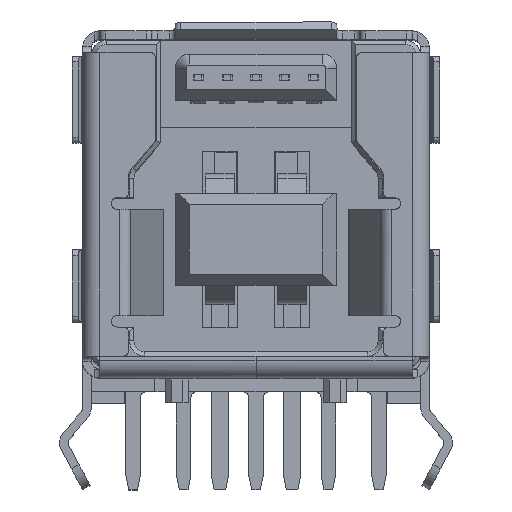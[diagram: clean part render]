
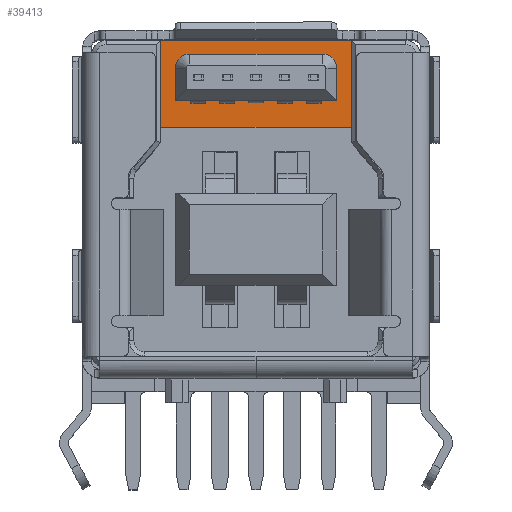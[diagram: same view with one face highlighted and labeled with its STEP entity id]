
A CAD part, top view. The second image highlights one B-rep face of the part: STEP entity #39413.
In plain terms, the highlighted planar face has unit normal (0, 0, 1).
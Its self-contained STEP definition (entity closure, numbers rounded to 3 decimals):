
#437 = DIRECTION ( 'NONE',  ( 0., 1., 0. ) ) ;
#1633 = VECTOR ( 'NONE', #17847, 1000. ) ;
#1712 = CARTESIAN_POINT ( 'NONE',  ( 2.795, 4.7, -8.88 ) ) ;
#1866 = VECTOR ( 'NONE', #16340, 1000. ) ;
#2243 = VERTEX_POINT ( 'NONE', #39838 ) ;
#3829 = LINE ( 'NONE', #21512, #1633 ) ;
#5115 = VERTEX_POINT ( 'NONE', #39684 ) ;
#5240 = ORIENTED_EDGE ( 'NONE', *, *, #18010, .T. ) ;
#7738 = VECTOR ( 'NONE', #34785, 1000. ) ;
#8654 = CARTESIAN_POINT ( 'NONE',  ( 2.295, 4.7, -8.88 ) ) ;
#9117 = VERTEX_POINT ( 'NONE', #45424 ) ;
#9589 = DIRECTION ( 'NONE',  ( -1., 0., 0. ) ) ;
#10105 = VERTEX_POINT ( 'NONE', #38748 ) ;
#10391 = ORIENTED_EDGE ( 'NONE', *, *, #25827, .F. ) ;
#10739 = EDGE_CURVE ( 'NONE', #42014, #5115, #3829, .T. ) ;
#10838 = LINE ( 'NONE', #17307, #37137 ) ;
#12425 = CARTESIAN_POINT ( 'NONE',  ( 2.795, 4.145, -8.88 ) ) ;
#13143 = EDGE_CURVE ( 'NONE', #29513, #32125, #33542, .T. ) ;
#13183 = LINE ( 'NONE', #33884, #16356 ) ;
#14214 = AXIS2_PLACEMENT_3D ( 'NONE', #40347, #30244, #33927 ) ;
#15187 = AXIS2_PLACEMENT_3D ( 'NONE', #8654, #15534, #33494 ) ;
#15534 = DIRECTION ( 'NONE',  ( 0., 0., -1. ) ) ;
#16340 = DIRECTION ( 'NONE',  ( 0., -1., 0. ) ) ;
#16356 = VECTOR ( 'NONE', #26761, 1000. ) ;
#17307 = CARTESIAN_POINT ( 'NONE',  ( -2.795, 4.145, -8.88 ) ) ;
#17847 = DIRECTION ( 'NONE',  ( 1., 0., 0. ) ) ;
#17876 = CARTESIAN_POINT ( 'NONE',  ( 0., 3.59, -8.88 ) ) ;
#18010 = EDGE_CURVE ( 'NONE', #10105, #9117, #20996, .T. ) ;
#20792 = ORIENTED_EDGE ( 'NONE', *, *, #21470, .F. ) ;
#20864 = DIRECTION ( 'NONE',  ( 0., 0., -1. ) ) ;
#20996 = CIRCLE ( 'NONE', #26867, 0.5 ) ;
#21210 = LINE ( 'NONE', #32028, #7738 ) ;
#21470 = EDGE_CURVE ( 'NONE', #29513, #9117, #13183, .T. ) ;
#21512 = CARTESIAN_POINT ( 'NONE',  ( 0., 5.675, -8.88 ) ) ;
#21782 = ORIENTED_EDGE ( 'NONE', *, *, #32510, .T. ) ;
#22547 = CARTESIAN_POINT ( 'NONE',  ( 2.795, 3.59, -8.88 ) ) ;
#22805 = CARTESIAN_POINT ( 'NONE',  ( -3.295, 5.675, -8.88 ) ) ;
#23356 = FACE_BOUND ( 'NONE', #31643, .T. ) ;
#23728 = VECTOR ( 'NONE', #23777, 1000. ) ;
#23777 = DIRECTION ( 'NONE',  ( 0., -1., 0. ) ) ;
#23854 = CARTESIAN_POINT ( 'NONE',  ( -3.295, 4.175, -8.88 ) ) ;
#24020 = LINE ( 'NONE', #38267, #23728 ) ;
#24094 = CARTESIAN_POINT ( 'NONE',  ( -2.295, 4.7, -8.88 ) ) ;
#24121 = LINE ( 'NONE', #23854, #29079 ) ;
#25827 = EDGE_CURVE ( 'NONE', #5115, #2243, #24020, .T. ) ;
#25962 = CARTESIAN_POINT ( 'NONE',  ( 2.295, 5.2, -8.88 ) ) ;
#26761 = DIRECTION ( 'NONE',  ( -1., 0., 0. ) ) ;
#26867 = AXIS2_PLACEMENT_3D ( 'NONE', #24094, #20864, #9589 ) ;
#28515 = ORIENTED_EDGE ( 'NONE', *, *, #39099, .F. ) ;
#28679 = CARTESIAN_POINT ( 'NONE',  ( -3.295, 2.675, -8.88 ) ) ;
#29079 = VECTOR ( 'NONE', #437, 1000. ) ;
#29513 = VERTEX_POINT ( 'NONE', #25962 ) ;
#30034 = FACE_OUTER_BOUND ( 'NONE', #35034, .T. ) ;
#30244 = DIRECTION ( 'NONE',  ( 0., 0., 1. ) ) ;
#30267 = VERTEX_POINT ( 'NONE', #28679 ) ;
#30470 = VERTEX_POINT ( 'NONE', #36910 ) ;
#31050 = ORIENTED_EDGE ( 'NONE', *, *, #34653, .F. ) ;
#31394 = EDGE_CURVE ( 'NONE', #30267, #42014, #24121, .T. ) ;
#31643 = EDGE_LOOP ( 'NONE', ( #21782, #28515, #35418, #5240, #20792, #40515 ) ) ;
#32028 = CARTESIAN_POINT ( 'NONE',  ( 0., 2.675, -8.88 ) ) ;
#32125 = VERTEX_POINT ( 'NONE', #1712 ) ;
#32510 = EDGE_CURVE ( 'NONE', #32125, #37239, #43961, .T. ) ;
#33242 = PLANE ( 'NONE',  #14214 ) ;
#33370 = EDGE_CURVE ( 'NONE', #30470, #10105, #10838, .T. ) ;
#33494 = DIRECTION ( 'NONE',  ( -1., 0., 0. ) ) ;
#33542 = CIRCLE ( 'NONE', #15187, 0.5 ) ;
#33789 = ORIENTED_EDGE ( 'NONE', *, *, #31394, .F. ) ;
#33884 = CARTESIAN_POINT ( 'NONE',  ( 0., 5.2, -8.88 ) ) ;
#33927 = DIRECTION ( 'NONE',  ( 1., 0., 0. ) ) ;
#34653 = EDGE_CURVE ( 'NONE', #2243, #30267, #21210, .T. ) ;
#34785 = DIRECTION ( 'NONE',  ( -1., 0., 0. ) ) ;
#35034 = EDGE_LOOP ( 'NONE', ( #33789, #31050, #10391, #42439 ) ) ;
#35418 = ORIENTED_EDGE ( 'NONE', *, *, #33370, .T. ) ;
#36910 = CARTESIAN_POINT ( 'NONE',  ( -2.795, 3.59, -8.88 ) ) ;
#37137 = VECTOR ( 'NONE', #45379, 1000. ) ;
#37239 = VERTEX_POINT ( 'NONE', #22547 ) ;
#38267 = CARTESIAN_POINT ( 'NONE',  ( 3.295, 4.175, -8.88 ) ) ;
#38748 = CARTESIAN_POINT ( 'NONE',  ( -2.795, 4.7, -8.88 ) ) ;
#38805 = DIRECTION ( 'NONE',  ( 1., 0., 0. ) ) ;
#39099 = EDGE_CURVE ( 'NONE', #30470, #37239, #42265, .T. ) ;
#39149 = VECTOR ( 'NONE', #38805, 1000. ) ;
#39413 = ADVANCED_FACE ( 'NONE', ( #23356, #30034 ), #33242, .T. ) ;
#39684 = CARTESIAN_POINT ( 'NONE',  ( 3.295, 5.675, -8.88 ) ) ;
#39838 = CARTESIAN_POINT ( 'NONE',  ( 3.295, 2.675, -8.88 ) ) ;
#40347 = CARTESIAN_POINT ( 'NONE',  ( -3.427, 2.615, -8.88 ) ) ;
#40515 = ORIENTED_EDGE ( 'NONE', *, *, #13143, .T. ) ;
#42014 = VERTEX_POINT ( 'NONE', #22805 ) ;
#42265 = LINE ( 'NONE', #17876, #39149 ) ;
#42439 = ORIENTED_EDGE ( 'NONE', *, *, #10739, .F. ) ;
#43961 = LINE ( 'NONE', #12425, #1866 ) ;
#45379 = DIRECTION ( 'NONE',  ( 0., 1., 0. ) ) ;
#45424 = CARTESIAN_POINT ( 'NONE',  ( -2.295, 5.2, -8.88 ) ) ;
